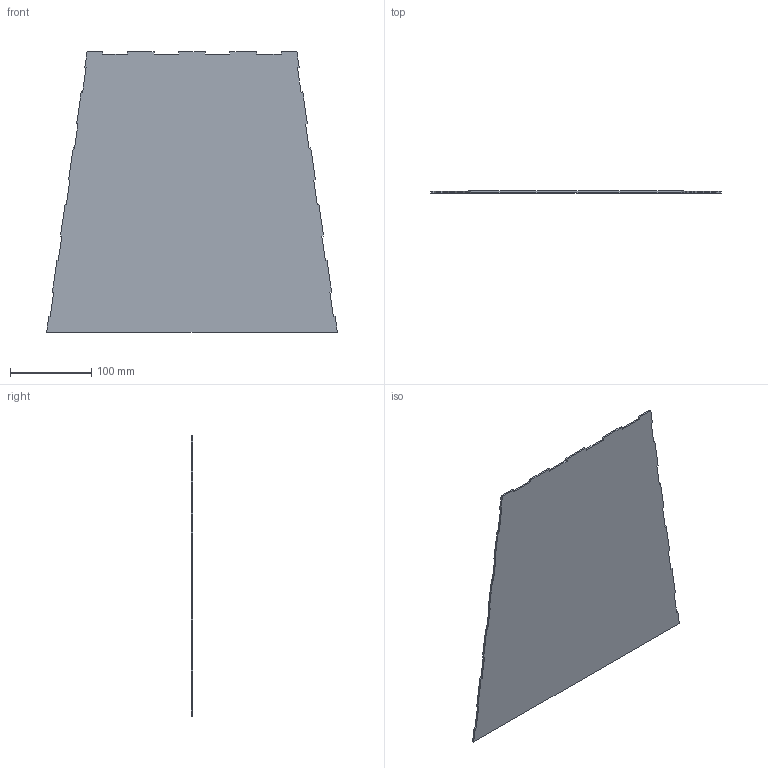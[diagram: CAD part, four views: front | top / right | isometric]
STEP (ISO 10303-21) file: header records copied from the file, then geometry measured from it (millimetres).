
FILE_DESCRIPTION (( 'STEP AP203' ), '1' );
FILE_NAME ('SHRPRO-V1 1200.03-A Right plate hopper.step', '2019-12-23T20:15:14', ( '' ), ( '' ), 'SwSTEP 2.0', 'SolidWorks 2018', '' );
FILE_SCHEMA (( 'CONFIG_CONTROL_DESIGN' ));
Length unit declared in the file: millimetre
Products named in the file (1): SHRPRO-V1 1200.03-A Right plate hopper
Bounding box: 359 x 2 x 346.41 mm (x, y, z)
Volume: 212215.1 mm3; surface area: 214974.7 mm2
Topology: 1 solids, 1 shells, 62 faces, 180 edges, 120 vertices
Faces by surface type: plane 62
Entity records: 2043 total; most frequent: CARTESIAN_POINT 401, ORIENTED_EDGE 360, DIRECTION 268, EDGE_CURVE 180, LINE 142, VECTOR 142, VERTEX_POINT 120, AXIS2_PLACEMENT_3D 63
